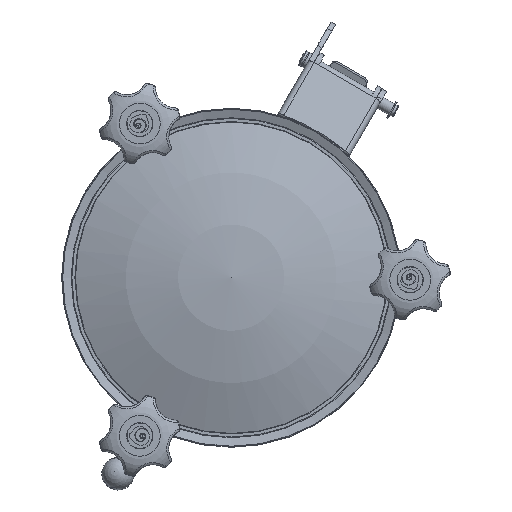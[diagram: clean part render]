
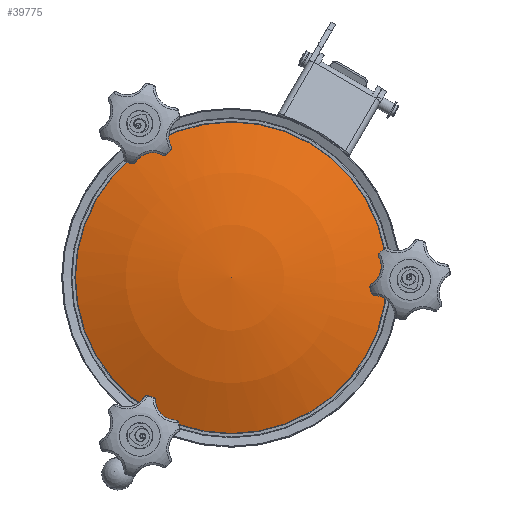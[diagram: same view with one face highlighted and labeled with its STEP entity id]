
A CAD part, top view. The second image highlights one B-rep face of the part: STEP entity #39775.
In plain terms, the highlighted spherical face has radius 403 mm.
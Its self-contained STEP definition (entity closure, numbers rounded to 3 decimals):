
#94=SPHERICAL_SURFACE('',#63145,403.);
#7887=ORIENTED_EDGE('',*,*,#20079,.F.);
#20079=EDGE_CURVE('',#26222,#26222,#29177,.T.);
#26222=VERTEX_POINT('',#80894);
#29177=CIRCLE('',#63146,152.5);
#31196=EDGE_LOOP('',(#7887));
#34667=FACE_BOUND('',#31196,.T.);
#39775=ADVANCED_FACE('',(#34667),#94,.T.);
#63145=AXIS2_PLACEMENT_3D('',#80892,#68818,#68819);
#63146=AXIS2_PLACEMENT_3D('',#80893,#68820,#68821);
#68818=DIRECTION('',(0.,0.,-1.));
#68819=DIRECTION('',(1.,0.,0.));
#68820=DIRECTION('',(0.,0.,-1.));
#68821=DIRECTION('',(-1.,0.,0.));
#80892=CARTESIAN_POINT('',(0.,0.,-341.107));
#80893=CARTESIAN_POINT('',(0.,0.,31.925));
#80894=CARTESIAN_POINT('',(-152.5,0.,31.925));
